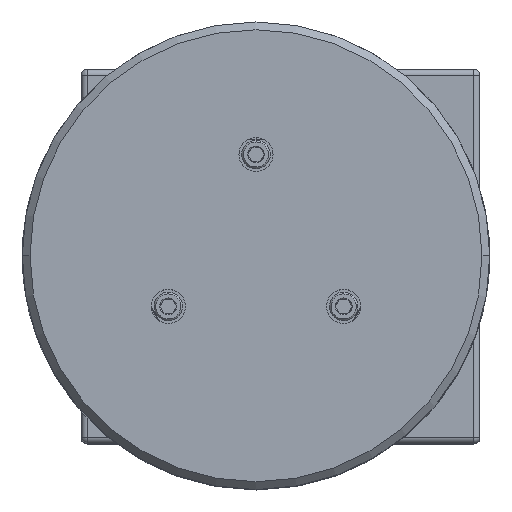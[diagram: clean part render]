
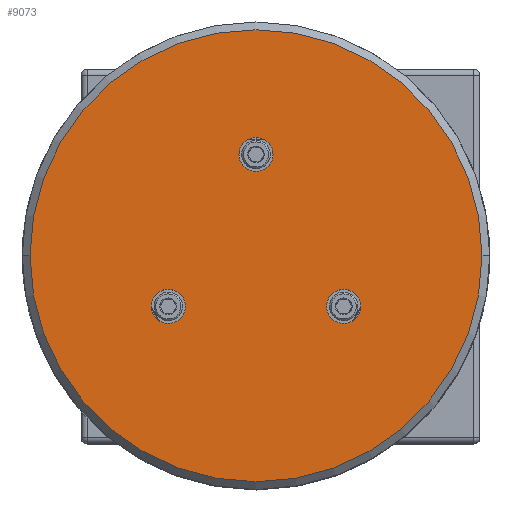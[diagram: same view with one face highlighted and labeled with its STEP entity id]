
A CAD part, top view. The second image highlights one B-rep face of the part: STEP entity #9073.
In plain terms, the highlighted planar face has unit normal (0, 0, 1).
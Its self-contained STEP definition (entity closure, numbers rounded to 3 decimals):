
#277 = AXIS2_PLACEMENT_3D ( 'NONE', #8420, #7262, #5237 ) ;
#497 = ORIENTED_EDGE ( 'NONE', *, *, #7666, .F. ) ;
#659 = EDGE_LOOP ( 'NONE', ( #11744, #497 ) ) ;
#727 = CIRCLE ( 'NONE', #277, 2.781 ) ;
#968 = AXIS2_PLACEMENT_3D ( 'NONE', #6865, #12177, #12083 ) ;
#1549 = CARTESIAN_POINT ( 'NONE',  ( 0., 0., 18.542 ) ) ;
#1668 = CIRCLE ( 'NONE', #968, 2.781 ) ;
#1720 = CARTESIAN_POINT ( 'NONE',  ( -11.517, -8.255, 18.542 ) ) ;
#1974 = CIRCLE ( 'NONE', #7928, 2.781 ) ;
#2204 = PLANE ( 'NONE',  #3584 ) ;
#2311 = DIRECTION ( 'NONE',  ( 1., 0., 0. ) ) ;
#2384 = CARTESIAN_POINT ( 'NONE',  ( 11.517, -8.255, 18.542 ) ) ;
#2399 = CIRCLE ( 'NONE', #13061, 2.781 ) ;
#2549 = DIRECTION ( 'NONE',  ( 0., 0., -1. ) ) ;
#2664 = DIRECTION ( 'NONE',  ( 0., 0., 1. ) ) ;
#3147 = EDGE_CURVE ( 'NONE', #6746, #3329, #6504, .T. ) ;
#3329 = VERTEX_POINT ( 'NONE', #13805 ) ;
#3395 = DIRECTION ( 'NONE',  ( -1., 0., 0. ) ) ;
#3486 = DIRECTION ( 'NONE',  ( 0., 0., 1. ) ) ;
#3584 = AXIS2_PLACEMENT_3D ( 'NONE', #13333, #2549, #10051 ) ;
#3816 = EDGE_CURVE ( 'NONE', #13086, #4902, #9996, .T. ) ;
#4075 = EDGE_LOOP ( 'NONE', ( #9738, #10897 ) ) ;
#4243 = AXIS2_PLACEMENT_3D ( 'NONE', #8595, #8770, #2311 ) ;
#4547 = CARTESIAN_POINT ( 'NONE',  ( -36.83, 0., 18.542 ) ) ;
#4759 = CARTESIAN_POINT ( 'NONE',  ( 0., 16.51, 18.542 ) ) ;
#4891 = CARTESIAN_POINT ( 'NONE',  ( -2.781, 16.51, 18.542 ) ) ;
#4902 = VERTEX_POINT ( 'NONE', #4547 ) ;
#5237 = DIRECTION ( 'NONE',  ( 1., 0., 0. ) ) ;
#5516 = DIRECTION ( 'NONE',  ( 1., 0., 0. ) ) ;
#5614 = CIRCLE ( 'NONE', #12186, 36.83 ) ;
#6074 = FACE_BOUND ( 'NONE', #659, .T. ) ;
#6241 = ORIENTED_EDGE ( 'NONE', *, *, #10542, .T. ) ;
#6504 = CIRCLE ( 'NONE', #13776, 2.781 ) ;
#6735 = ORIENTED_EDGE ( 'NONE', *, *, #3816, .T. ) ;
#6746 = VERTEX_POINT ( 'NONE', #4891 ) ;
#6865 = CARTESIAN_POINT ( 'NONE',  ( 14.298, -8.255, 18.542 ) ) ;
#7062 = DIRECTION ( 'NONE',  ( 0., 0., 1. ) ) ;
#7262 = DIRECTION ( 'NONE',  ( 0., 0., 1. ) ) ;
#7574 = DIRECTION ( 'NONE',  ( 0., 0., 1. ) ) ;
#7666 = EDGE_CURVE ( 'NONE', #9433, #13461, #2399, .T. ) ;
#7928 = AXIS2_PLACEMENT_3D ( 'NONE', #4759, #7990, #8035 ) ;
#7931 = ORIENTED_EDGE ( 'NONE', *, *, #12127, .F. ) ;
#7990 = DIRECTION ( 'NONE',  ( 0., 0., 1. ) ) ;
#8035 = DIRECTION ( 'NONE',  ( 1., 0., 0. ) ) ;
#8042 = ORIENTED_EDGE ( 'NONE', *, *, #3147, .F. ) ;
#8052 = EDGE_CURVE ( 'NONE', #13461, #9433, #727, .T. ) ;
#8420 = CARTESIAN_POINT ( 'NONE',  ( -14.298, -8.255, 18.542 ) ) ;
#8595 = CARTESIAN_POINT ( 'NONE',  ( 14.298, -8.255, 18.542 ) ) ;
#8750 = CARTESIAN_POINT ( 'NONE',  ( -14.298, -8.255, 18.542 ) ) ;
#8770 = DIRECTION ( 'NONE',  ( 0., 0., 1. ) ) ;
#8966 = EDGE_LOOP ( 'NONE', ( #7931, #8042 ) ) ;
#9073 = ADVANCED_FACE ( 'NONE', ( #13584, #6074, #11560, #10581 ), #2204, .F. ) ;
#9227 = EDGE_LOOP ( 'NONE', ( #6241, #6735 ) ) ;
#9348 = DIRECTION ( 'NONE',  ( 1., 0., 0. ) ) ;
#9433 = VERTEX_POINT ( 'NONE', #10692 ) ;
#9738 = ORIENTED_EDGE ( 'NONE', *, *, #10089, .F. ) ;
#9996 = CIRCLE ( 'NONE', #12003, 36.83 ) ;
#10018 = CARTESIAN_POINT ( 'NONE',  ( 17.079, -8.255, 18.542 ) ) ;
#10051 = DIRECTION ( 'NONE',  ( -1., 0., 0. ) ) ;
#10089 = EDGE_CURVE ( 'NONE', #12896, #10834, #13659, .T. ) ;
#10091 = DIRECTION ( 'NONE',  ( -1., 0., 0. ) ) ;
#10491 = CARTESIAN_POINT ( 'NONE',  ( 36.83, 0., 18.542 ) ) ;
#10542 = EDGE_CURVE ( 'NONE', #4902, #13086, #5614, .T. ) ;
#10581 = FACE_OUTER_BOUND ( 'NONE', #9227, .T. ) ;
#10692 = CARTESIAN_POINT ( 'NONE',  ( -17.079, -8.255, 18.542 ) ) ;
#10834 = VERTEX_POINT ( 'NONE', #2384 ) ;
#10897 = ORIENTED_EDGE ( 'NONE', *, *, #11915, .F. ) ;
#11560 = FACE_BOUND ( 'NONE', #4075, .T. ) ;
#11744 = ORIENTED_EDGE ( 'NONE', *, *, #8052, .F. ) ;
#11915 = EDGE_CURVE ( 'NONE', #10834, #12896, #1668, .T. ) ;
#12003 = AXIS2_PLACEMENT_3D ( 'NONE', #13159, #3486, #3395 ) ;
#12083 = DIRECTION ( 'NONE',  ( 1., 0., 0. ) ) ;
#12127 = EDGE_CURVE ( 'NONE', #3329, #6746, #1974, .T. ) ;
#12177 = DIRECTION ( 'NONE',  ( 0., 0., 1. ) ) ;
#12186 = AXIS2_PLACEMENT_3D ( 'NONE', #1549, #2664, #10091 ) ;
#12509 = CARTESIAN_POINT ( 'NONE',  ( 0., 16.51, 18.542 ) ) ;
#12896 = VERTEX_POINT ( 'NONE', #10018 ) ;
#13061 = AXIS2_PLACEMENT_3D ( 'NONE', #8750, #7574, #5516 ) ;
#13086 = VERTEX_POINT ( 'NONE', #10491 ) ;
#13159 = CARTESIAN_POINT ( 'NONE',  ( 0., 0., 18.542 ) ) ;
#13333 = CARTESIAN_POINT ( 'NONE',  ( 0., 38.1, 18.542 ) ) ;
#13461 = VERTEX_POINT ( 'NONE', #1720 ) ;
#13584 = FACE_BOUND ( 'NONE', #8966, .T. ) ;
#13659 = CIRCLE ( 'NONE', #4243, 2.781 ) ;
#13776 = AXIS2_PLACEMENT_3D ( 'NONE', #12509, #7062, #9348 ) ;
#13805 = CARTESIAN_POINT ( 'NONE',  ( 2.781, 16.51, 18.542 ) ) ;
